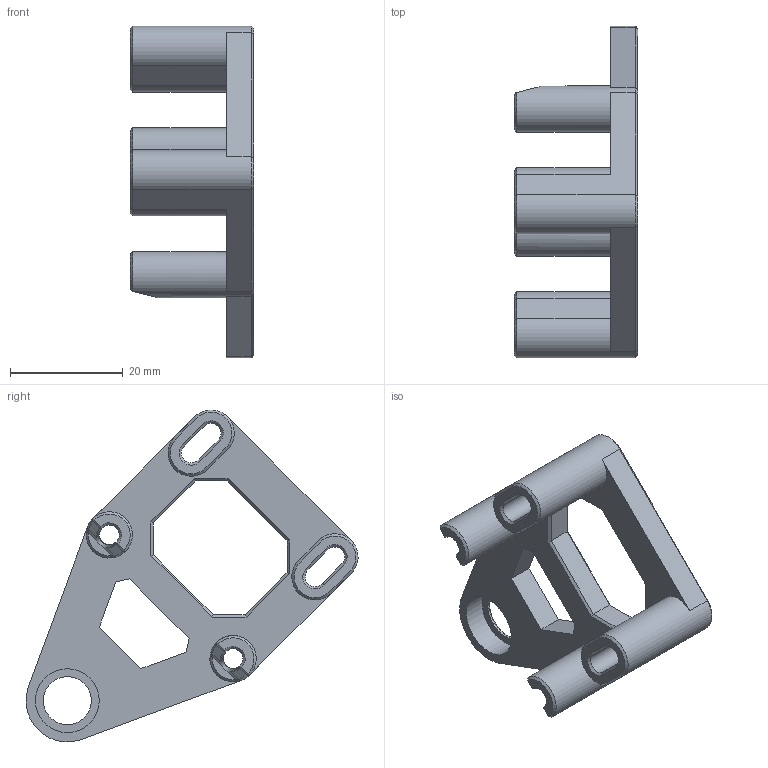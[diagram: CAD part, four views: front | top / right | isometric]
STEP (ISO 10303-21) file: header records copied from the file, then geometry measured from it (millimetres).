
FILE_DESCRIPTION(/* description */ ('STEP AP242','CAx-IF Rec.Pracs.---Representation and Presentation of Product Manufacturing Information (PMI)---4.0---2014-10-13','CAx-IF Rec.Pracs.---3D Tessellated Geometry---0.4---2014-09-14','2;1'),/* implementation_level */ '2;1');
FILE_NAME(/* name */ '62e9c555c21ec068bef52ae0',/* time_stamp */ '2022-08-03T00:46:14+00:00',/* author */ (''),/* organization */ (''),/* preprocessor_version */ 'ST-DEVELOPER v18.102',/* originating_system */ ' ',/* authorisation */ ' ');
FILE_SCHEMA (('AP242_MANAGED_MODEL_BASED_3D_ENGINEERING_MIM_LF { 1 0 10303 442 1 1 4 }'));
Length unit declared in the file: metre
Products named in the file (1): Rear Brace
Bounding box: 21.8 x 58.78 x 58.78 mm (x, y, z)
Volume: 9055.1 mm3; surface area: 7591.7 mm2
Topology: 1 solids, 1 shells, 172 faces, 414 edges, 249 vertices
Faces by surface type: plane 109, cone 31, cylinder 21, bspline 11
Full cylindrical faces by diameter (mm): 3.5 x2, 6 x2, 8.2 x2, 8.5 x1, 11.3 x1
Entity records: 5069 total; most frequent: CARTESIAN_POINT 1207, ORIENTED_EDGE 778, DIRECTION 773, EDGE_CURVE 389, LINE 263, VECTOR 263, AXIS2_PLACEMENT_3D 255, VERTEX_POINT 237
